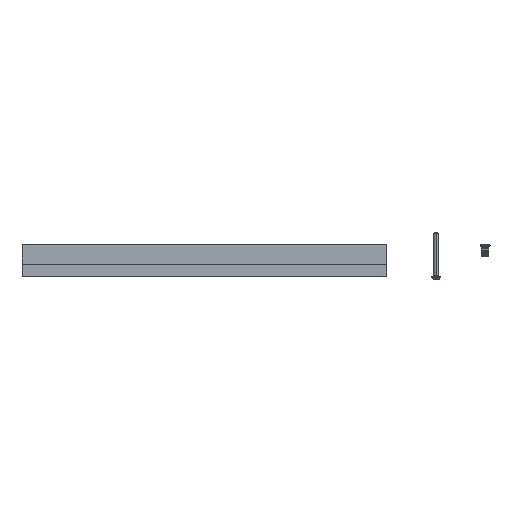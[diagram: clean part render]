
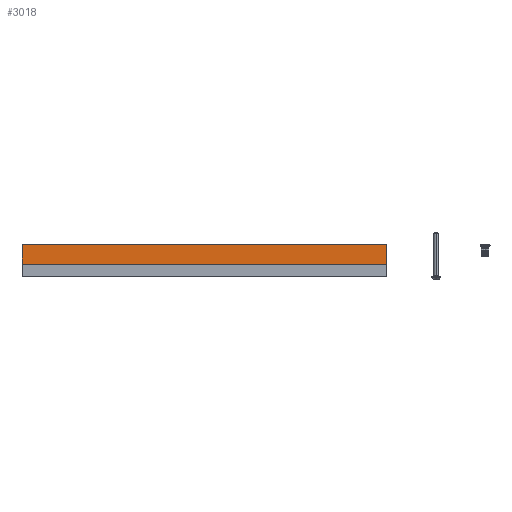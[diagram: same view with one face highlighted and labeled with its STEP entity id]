
A CAD part, top view. The second image highlights one B-rep face of the part: STEP entity #3018.
In plain terms, the highlighted planar face has unit normal (0, 0, 1).
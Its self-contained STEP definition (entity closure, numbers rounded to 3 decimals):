
#98 = DIRECTION ( 'NONE',  ( 1., 0., 0. ) ) ;
#186 = LINE ( 'NONE', #676, #1374 ) ;
#273 = LINE ( 'NONE', #3017, #1808 ) ;
#518 = EDGE_CURVE ( 'NONE', #2557, #6949, #4959, .T. ) ;
#676 = CARTESIAN_POINT ( 'NONE',  ( -149., 16., 113.5 ) ) ;
#799 = CARTESIAN_POINT ( 'NONE',  ( 149., 0., 113.5 ) ) ;
#1374 = VECTOR ( 'NONE', #98, 1000. ) ;
#1452 = FACE_OUTER_BOUND ( 'NONE', #4402, .T. ) ;
#1568 = CARTESIAN_POINT ( 'NONE',  ( -149., 16., 113.5 ) ) ;
#1604 = VECTOR ( 'NONE', #4805, 1000. ) ;
#1627 = EDGE_CURVE ( 'NONE', #2557, #3022, #186, .T. ) ;
#1808 = VECTOR ( 'NONE', #5229, 1000. ) ;
#1888 = EDGE_CURVE ( 'NONE', #6949, #2297, #273, .T. ) ;
#2114 = LINE ( 'NONE', #2656, #1604 ) ;
#2297 = VERTEX_POINT ( 'NONE', #799 ) ;
#2317 = ORIENTED_EDGE ( 'NONE', *, *, #1888, .T. ) ;
#2557 = VERTEX_POINT ( 'NONE', #1568 ) ;
#2656 = CARTESIAN_POINT ( 'NONE',  ( 149., 16., 113.5 ) ) ;
#3017 = CARTESIAN_POINT ( 'NONE',  ( -149., 0., 113.5 ) ) ;
#3018 = ADVANCED_FACE ( 'NONE', ( #1452 ), #6302, .F. ) ;
#3022 = VERTEX_POINT ( 'NONE', #4165 ) ;
#3034 = ORIENTED_EDGE ( 'NONE', *, *, #518, .T. ) ;
#3089 = ORIENTED_EDGE ( 'NONE', *, *, #1627, .F. ) ;
#3382 = CARTESIAN_POINT ( 'NONE',  ( -149., 16., 113.5 ) ) ;
#3539 = CARTESIAN_POINT ( 'NONE',  ( -149., 0., 113.5 ) ) ;
#3653 = CARTESIAN_POINT ( 'NONE',  ( -149., 16., 113.5 ) ) ;
#4165 = CARTESIAN_POINT ( 'NONE',  ( 149., 16., 113.5 ) ) ;
#4402 = EDGE_LOOP ( 'NONE', ( #2317, #5552, #3089, #3034 ) ) ;
#4639 = VECTOR ( 'NONE', #6560, 1000. ) ;
#4805 = DIRECTION ( 'NONE',  ( 0., -1., 0. ) ) ;
#4894 = EDGE_CURVE ( 'NONE', #3022, #2297, #2114, .T. ) ;
#4959 = LINE ( 'NONE', #3382, #4639 ) ;
#5229 = DIRECTION ( 'NONE',  ( 1., 0., 0. ) ) ;
#5305 = DIRECTION ( 'NONE',  ( 0., 0., -1. ) ) ;
#5552 = ORIENTED_EDGE ( 'NONE', *, *, #4894, .F. ) ;
#5640 = AXIS2_PLACEMENT_3D ( 'NONE', #3653, #5305, #5758 ) ;
#5758 = DIRECTION ( 'NONE',  ( -1., 0., 0. ) ) ;
#6302 = PLANE ( 'NONE',  #5640 ) ;
#6560 = DIRECTION ( 'NONE',  ( 0., -1., 0. ) ) ;
#6949 = VERTEX_POINT ( 'NONE', #3539 ) ;
